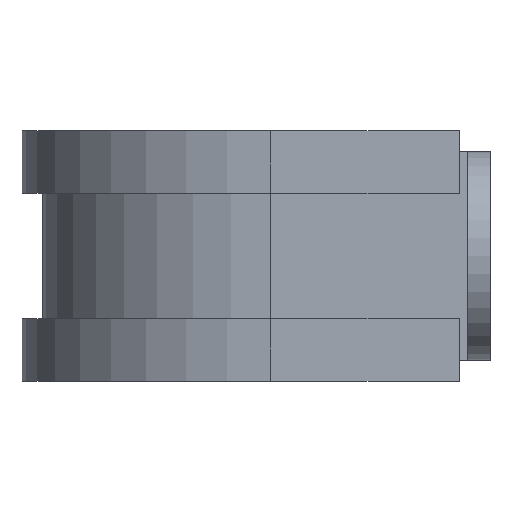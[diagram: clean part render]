
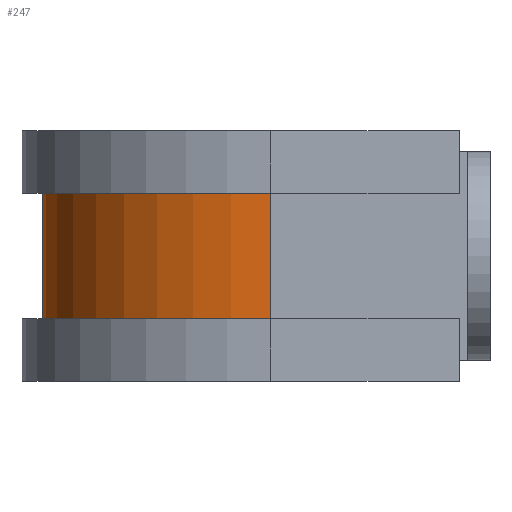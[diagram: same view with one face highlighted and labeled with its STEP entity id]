
A CAD part, left-side view. The second image highlights one B-rep face of the part: STEP entity #247.
In plain terms, the highlighted cylindrical face has radius 16.35 mm (diameter 32.7 mm), a partial arc.
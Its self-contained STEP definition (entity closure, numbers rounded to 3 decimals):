
#14 = ORIENTED_EDGE ( 'NONE', *, *, #398, .T. ) ;
#26 = CARTESIAN_POINT ( 'NONE',  ( 0., 15.75, -4.5 ) ) ;
#40 = CARTESIAN_POINT ( 'NONE',  ( 16.35, 15.75, -4.5 ) ) ;
#51 = EDGE_CURVE ( 'NONE', #784, #67, #1057, .T. ) ;
#67 = VERTEX_POINT ( 'NONE', #40 ) ;
#185 = ORIENTED_EDGE ( 'NONE', *, *, #1318, .F. ) ;
#186 = CIRCLE ( 'NONE', #584, 16.35 ) ;
#247 = ADVANCED_FACE ( 'NONE', ( #448 ), #1006, .T. ) ;
#398 = EDGE_CURVE ( 'NONE', #67, #603, #651, .T. ) ;
#423 = CARTESIAN_POINT ( 'NONE',  ( 0., 15.75, 4.5 ) ) ;
#448 = FACE_OUTER_BOUND ( 'NONE', #906, .T. ) ;
#466 = ORIENTED_EDGE ( 'NONE', *, *, #1288, .F. ) ;
#545 = CARTESIAN_POINT ( 'NONE',  ( -16.35, 15.75, -4.5 ) ) ;
#557 = AXIS2_PLACEMENT_3D ( 'NONE', #26, #1141, #907 ) ;
#584 = AXIS2_PLACEMENT_3D ( 'NONE', #423, #954, #753 ) ;
#603 = VERTEX_POINT ( 'NONE', #545 ) ;
#641 = CARTESIAN_POINT ( 'NONE',  ( 0., 15.75, 7.5 ) ) ;
#651 = CIRCLE ( 'NONE', #557, 16.35 ) ;
#729 = LINE ( 'NONE', #873, #778 ) ;
#753 = DIRECTION ( 'NONE',  ( 1., 0., 0. ) ) ;
#778 = VECTOR ( 'NONE', #1324, 1000. ) ;
#784 = VERTEX_POINT ( 'NONE', #1432 ) ;
#814 = AXIS2_PLACEMENT_3D ( 'NONE', #641, #1437, #1105 ) ;
#830 = DIRECTION ( 'NONE',  ( 0., 0., -1. ) ) ;
#873 = CARTESIAN_POINT ( 'NONE',  ( -16.35, 15.75, 7.5 ) ) ;
#906 = EDGE_LOOP ( 'NONE', ( #466, #1060, #14, #185 ) ) ;
#907 = DIRECTION ( 'NONE',  ( 1., 0., 0. ) ) ;
#911 = CARTESIAN_POINT ( 'NONE',  ( -16.35, 15.75, 4.5 ) ) ;
#954 = DIRECTION ( 'NONE',  ( 0., 0., 1. ) ) ;
#976 = CARTESIAN_POINT ( 'NONE',  ( 16.35, 15.75, 7.5 ) ) ;
#1006 = CYLINDRICAL_SURFACE ( 'NONE', #814, 16.35 ) ;
#1057 = LINE ( 'NONE', #976, #1211 ) ;
#1060 = ORIENTED_EDGE ( 'NONE', *, *, #51, .T. ) ;
#1105 = DIRECTION ( 'NONE',  ( -1., 0., 0. ) ) ;
#1140 = VERTEX_POINT ( 'NONE', #911 ) ;
#1141 = DIRECTION ( 'NONE',  ( 0., 0., 1. ) ) ;
#1211 = VECTOR ( 'NONE', #830, 1000. ) ;
#1288 = EDGE_CURVE ( 'NONE', #784, #1140, #186, .T. ) ;
#1318 = EDGE_CURVE ( 'NONE', #1140, #603, #729, .T. ) ;
#1324 = DIRECTION ( 'NONE',  ( 0., 0., -1. ) ) ;
#1432 = CARTESIAN_POINT ( 'NONE',  ( 16.35, 15.75, 4.5 ) ) ;
#1437 = DIRECTION ( 'NONE',  ( 0., 0., -1. ) ) ;
